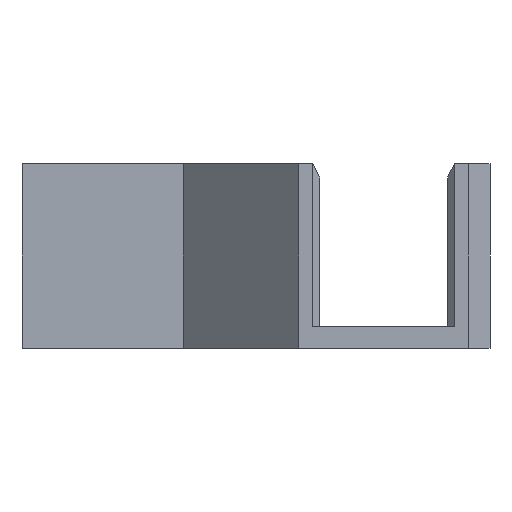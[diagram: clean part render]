
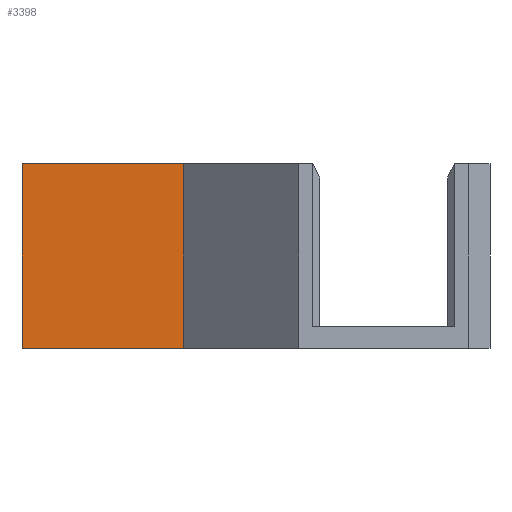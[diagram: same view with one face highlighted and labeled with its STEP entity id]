
A CAD part, left-side view. The second image highlights one B-rep face of the part: STEP entity #3398.
In plain terms, the highlighted planar face has unit normal (-1, 0, 0).
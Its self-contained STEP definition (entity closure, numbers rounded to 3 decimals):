
#609 = VERTEX_POINT('',#610);
#610 = CARTESIAN_POINT('',(-12.,37.243,0.));
#616 = EDGE_CURVE('',#617,#609,#619,.T.);
#617 = VERTEX_POINT('',#618);
#618 = CARTESIAN_POINT('',(-12.,60.,0.));
#619 = LINE('',#620,#621);
#620 = CARTESIAN_POINT('',(-12.,60.,0.));
#621 = VECTOR('',#622,1.);
#622 = DIRECTION('',(0.,-1.,0.));
#2909 = EDGE_CURVE('',#617,#2910,#2912,.T.);
#2910 = VERTEX_POINT('',#2911);
#2911 = CARTESIAN_POINT('',(-12.,60.,26.));
#2912 = LINE('',#2913,#2914);
#2913 = CARTESIAN_POINT('',(-12.,60.,0.));
#2914 = VECTOR('',#2915,1.);
#2915 = DIRECTION('',(0.,0.,1.));
#3380 = VERTEX_POINT('',#3381);
#3381 = CARTESIAN_POINT('',(-12.,37.243,26.));
#3387 = EDGE_CURVE('',#609,#3380,#3388,.T.);
#3388 = LINE('',#3389,#3390);
#3389 = CARTESIAN_POINT('',(-12.,37.243,0.));
#3390 = VECTOR('',#3391,1.);
#3391 = DIRECTION('',(0.,0.,1.));
#3398 = ADVANCED_FACE('',(#3399),#3410,.F.);
#3399 = FACE_BOUND('',#3400,.F.);
#3400 = EDGE_LOOP('',(#3401,#3402,#3408,#3409));
#3401 = ORIENTED_EDGE('',*,*,#2909,.T.);
#3402 = ORIENTED_EDGE('',*,*,#3403,.T.);
#3403 = EDGE_CURVE('',#2910,#3380,#3404,.T.);
#3404 = LINE('',#3405,#3406);
#3405 = CARTESIAN_POINT('',(-12.,60.,26.));
#3406 = VECTOR('',#3407,1.);
#3407 = DIRECTION('',(0.,-1.,0.));
#3408 = ORIENTED_EDGE('',*,*,#3387,.F.);
#3409 = ORIENTED_EDGE('',*,*,#616,.F.);
#3410 = PLANE('',#3411);
#3411 = AXIS2_PLACEMENT_3D('',#3412,#3413,#3414);
#3412 = CARTESIAN_POINT('',(-12.,60.,0.));
#3413 = DIRECTION('',(1.,0.,0.));
#3414 = DIRECTION('',(0.,-1.,0.));
